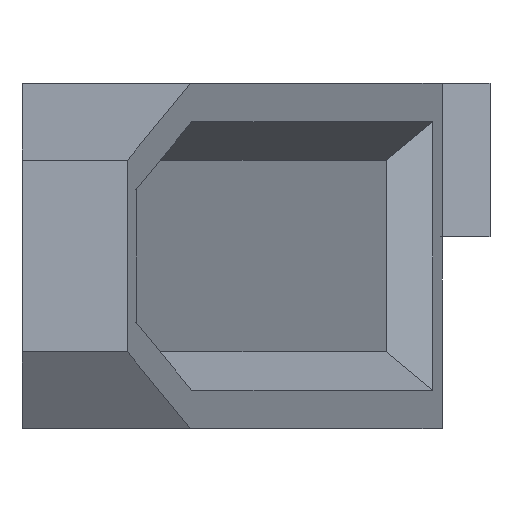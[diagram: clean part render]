
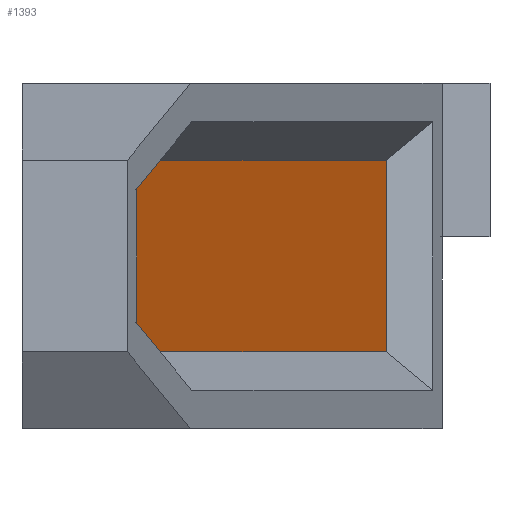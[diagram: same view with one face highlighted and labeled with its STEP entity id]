
A CAD part, left-side view. The second image highlights one B-rep face of the part: STEP entity #1393.
In plain terms, the highlighted planar face has unit normal (-0.245, -0.97, 0).
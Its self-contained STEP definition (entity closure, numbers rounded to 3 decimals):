
#2 = CARTESIAN_POINT ( 'NONE',  ( -32.741, -82.596, -38.679 ) ) ;
#3 = ORIENTED_EDGE ( 'NONE', *, *, #793, .T. ) ;
#6 = LINE ( 'NONE', #458, #1074 ) ;
#116 = ORIENTED_EDGE ( 'NONE', *, *, #1177, .T. ) ;
#185 = VECTOR ( 'NONE', #944, 1000. ) ;
#234 = VERTEX_POINT ( 'NONE', #1248 ) ;
#269 = ORIENTED_EDGE ( 'NONE', *, *, #667, .T. ) ;
#270 = DIRECTION ( 'NONE',  ( 0., 0., 1. ) ) ;
#279 = DIRECTION ( 'NONE',  ( -0.929, 0.234, -0.286 ) ) ;
#294 = VECTOR ( 'NONE', #279, 1000. ) ;
#320 = DIRECTION ( 'NONE',  ( -0.245, -0.97, 0. ) ) ;
#360 = LINE ( 'NONE', #834, #185 ) ;
#378 = LINE ( 'NONE', #476, #1221 ) ;
#430 = CARTESIAN_POINT ( 'NONE',  ( -65.392, -74.357, -14. ) ) ;
#432 = FACE_OUTER_BOUND ( 'NONE', #796, .T. ) ;
#458 = CARTESIAN_POINT ( 'NONE',  ( -65.392, -74.357, 0. ) ) ;
#475 = VERTEX_POINT ( 'NONE', #1265 ) ;
#476 = CARTESIAN_POINT ( 'NONE',  ( -21.552, -85.419, -4. ) ) ;
#500 = VERTEX_POINT ( 'NONE', #430 ) ;
#591 = CARTESIAN_POINT ( 'NONE',  ( -65.392, -74.357, -4. ) ) ;
#617 = LINE ( 'NONE', #1209, #294 ) ;
#656 = CARTESIAN_POINT ( 'NONE',  ( -21.552, -85.419, 0. ) ) ;
#667 = EDGE_CURVE ( 'NONE', #234, #948, #360, .T. ) ;
#705 = VERTEX_POINT ( 'NONE', #708 ) ;
#708 = CARTESIAN_POINT ( 'NONE',  ( -112.948, -62.359, -4. ) ) ;
#733 = DIRECTION ( 'NONE',  ( 0.929, -0.234, -0.286 ) ) ;
#744 = DIRECTION ( 'NONE',  ( 0.97, -0.245, 0. ) ) ;
#789 = PLANE ( 'NONE',  #1076 ) ;
#793 = EDGE_CURVE ( 'NONE', #948, #475, #1414, .T. ) ;
#796 = EDGE_LOOP ( 'NONE', ( #811, #1423, #1466, #269, #3, #116 ) ) ;
#811 = ORIENTED_EDGE ( 'NONE', *, *, #908, .T. ) ;
#832 = VECTOR ( 'NONE', #744, 1000. ) ;
#834 = CARTESIAN_POINT ( 'NONE',  ( -122.635, -59.915, 0. ) ) ;
#908 = EDGE_CURVE ( 'NONE', #500, #1213, #6, .T. ) ;
#944 = DIRECTION ( 'NONE',  ( 0., 0., -1. ) ) ;
#948 = VERTEX_POINT ( 'NONE', #1094 ) ;
#959 = CARTESIAN_POINT ( 'NONE',  ( -21.552, -85.419, -14. ) ) ;
#996 = EDGE_CURVE ( 'NONE', #705, #234, #617, .T. ) ;
#1050 = EDGE_CURVE ( 'NONE', #1213, #705, #378, .T. ) ;
#1074 = VECTOR ( 'NONE', #270, 1000. ) ;
#1076 = AXIS2_PLACEMENT_3D ( 'NONE', #656, #320, #1406 ) ;
#1083 = LINE ( 'NONE', #959, #832 ) ;
#1094 = CARTESIAN_POINT ( 'NONE',  ( -122.635, -59.915, -11.019 ) ) ;
#1126 = VECTOR ( 'NONE', #733, 1000. ) ;
#1177 = EDGE_CURVE ( 'NONE', #475, #500, #1083, .T. ) ;
#1209 = CARTESIAN_POINT ( 'NONE',  ( -27.959, -83.802, 22.15 ) ) ;
#1213 = VERTEX_POINT ( 'NONE', #591 ) ;
#1221 = VECTOR ( 'NONE', #1348, 1000. ) ;
#1248 = CARTESIAN_POINT ( 'NONE',  ( -122.635, -59.915, -6.981 ) ) ;
#1265 = CARTESIAN_POINT ( 'NONE',  ( -112.948, -62.359, -14. ) ) ;
#1348 = DIRECTION ( 'NONE',  ( -0.97, 0.245, 0. ) ) ;
#1393 = ADVANCED_FACE ( 'NONE', ( #432 ), #789, .T. ) ;
#1406 = DIRECTION ( 'NONE',  ( 0.97, -0.245, 0. ) ) ;
#1414 = LINE ( 'NONE', #2, #1126 ) ;
#1423 = ORIENTED_EDGE ( 'NONE', *, *, #1050, .T. ) ;
#1466 = ORIENTED_EDGE ( 'NONE', *, *, #996, .T. ) ;
